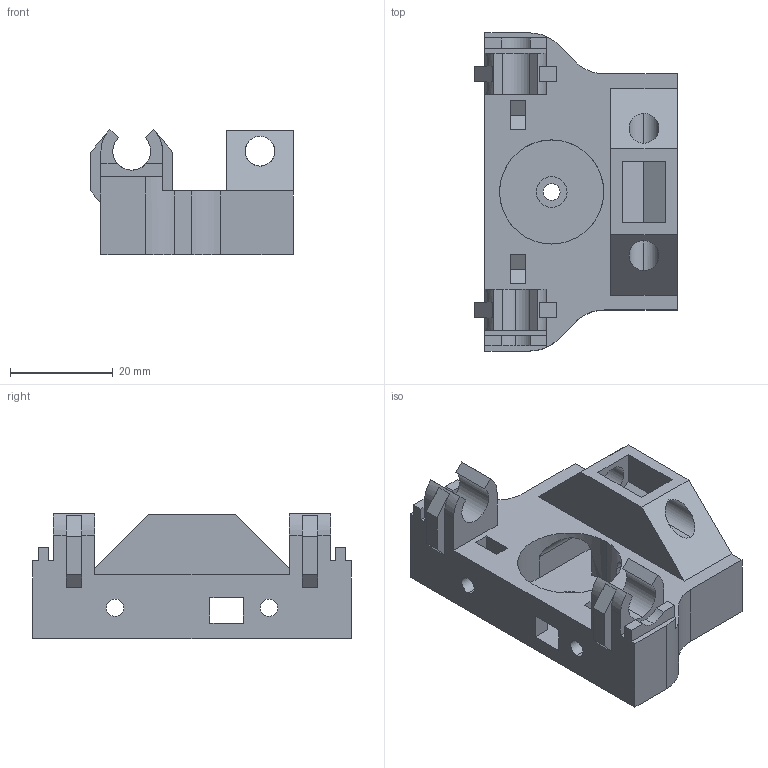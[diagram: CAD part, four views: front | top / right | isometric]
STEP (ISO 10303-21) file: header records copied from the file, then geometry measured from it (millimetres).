
FILE_DESCRIPTION (( 'STEP AP214' ), '1' );
FILE_NAME ('x-idler-bracket.STEP', '2012-04-30T11:12:57', ( 'jeanmarc' ), ( '' ), 'SwSTEP 2.0', 'SolidWorks 2012', '' );
FILE_SCHEMA (( 'AUTOMOTIVE_DESIGN' ));
Length unit declared in the file: millimetre
Products named in the file (1): x-idler-bracket
Bounding box: 39.5 x 62 x 24.39 mm (x, y, z)
Volume: 22625.7 mm3; surface area: 11577.3 mm2
Topology: 1 solids, 1 shells, 131 faces, 371 edges, 242 vertices
Faces by surface type: plane 97, cylinder 34
Entity records: 4369 total; most frequent: CARTESIAN_POINT 827, ORIENTED_EDGE 742, DIRECTION 721, EDGE_CURVE 371, VECTOR 273, LINE 273, VERTEX_POINT 242, AXIS2_PLACEMENT_3D 224
